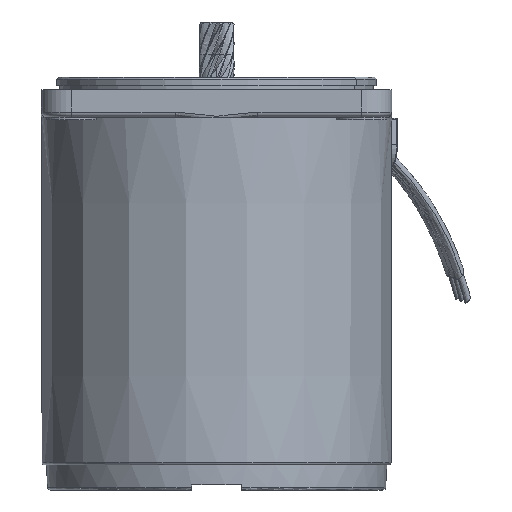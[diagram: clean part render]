
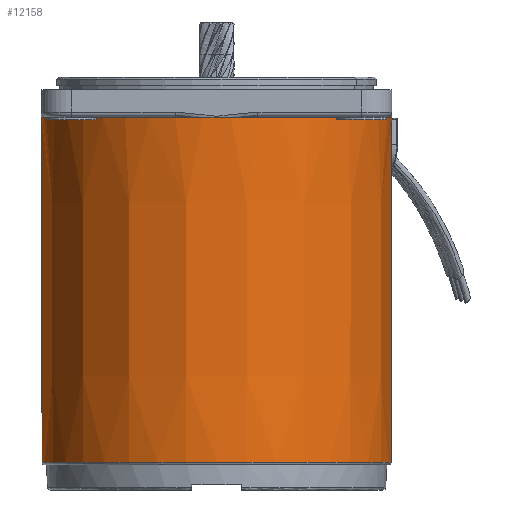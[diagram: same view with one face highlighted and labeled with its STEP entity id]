
A CAD part, left-side view. The second image highlights one B-rep face of the part: STEP entity #12158.
In plain terms, the highlighted conical face has half-angle 0.1 degrees and reference radius 34.869 mm.
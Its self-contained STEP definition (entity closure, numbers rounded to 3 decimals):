
#5928 = CARTESIAN_POINT ( 'NONE',  ( 0., 0., -75.001 ) ) ;
#5930 = CONICAL_SURFACE ( 'NONE', #5971, 34.869, 0.002 ) ;
#5955 = CARTESIAN_POINT ( 'NONE',  ( -34.99, 0., -6. ) ) ;
#5957 = CIRCLE ( 'NONE', #5963, 34.869 ) ;
#5958 = CARTESIAN_POINT ( 'NONE',  ( -34.869, 0., -75.001 ) ) ;
#5959 = DIRECTION ( 'NONE',  ( -0.002, 0., 1. ) ) ;
#5960 = VECTOR ( 'NONE', #5959, 1000. ) ;
#5961 = CARTESIAN_POINT ( 'NONE',  ( -34.869, 0., -75.001 ) ) ;
#5962 = CARTESIAN_POINT ( 'NONE',  ( -34., 8.262, -6. ) ) ;
#5963 = AXIS2_PLACEMENT_3D ( 'NONE', #6016, #6009, #6008 ) ;
#5964 = DIRECTION ( 'NONE',  ( -1., 0., 0. ) ) ;
#5965 = DIRECTION ( 'NONE',  ( 0., 0., -1. ) ) ;
#5966 = AXIS2_PLACEMENT_3D ( 'NONE', #5972, #5965, #5964 ) ;
#5967 = LINE ( 'NONE', #5961, #5960 ) ;
#5969 = DIRECTION ( 'NONE',  ( 1., 0., 0. ) ) ;
#5970 = DIRECTION ( 'NONE',  ( 0., 0., 1. ) ) ;
#5971 = AXIS2_PLACEMENT_3D ( 'NONE', #5928, #5970, #5969 ) ;
#5972 = CARTESIAN_POINT ( 'NONE',  ( 0., 0., -6. ) ) ;
#5979 = CIRCLE ( 'NONE', #5966, 34.99 ) ;
#5982 = FACE_OUTER_BOUND ( 'NONE', #12243, .T. ) ;
#5993 = CARTESIAN_POINT ( 'NONE',  ( 34.869, 0., -75.001 ) ) ;
#6008 = DIRECTION ( 'NONE',  ( 1., 0., 0. ) ) ;
#6009 = DIRECTION ( 'NONE',  ( 0., 0., 1. ) ) ;
#6016 = CARTESIAN_POINT ( 'NONE',  ( 0., 0., -75.001 ) ) ;
#6035 = CARTESIAN_POINT ( 'NONE',  ( 34.99, 0., -6. ) ) ;
#6147 = CARTESIAN_POINT ( 'NONE',  ( -8.262, 34., -6. ) ) ;
#6157 = CARTESIAN_POINT ( 'NONE',  ( 34.869, 0., -75.001 ) ) ;
#6158 = LINE ( 'NONE', #6157, #6197 ) ;
#6173 = CARTESIAN_POINT ( 'NONE',  ( 0., 0., -6. ) ) ;
#6174 = AXIS2_PLACEMENT_3D ( 'NONE', #6173, #6236, #6235 ) ;
#6175 = CIRCLE ( 'NONE', #6174, 34.99 ) ;
#6183 = DIRECTION ( 'NONE',  ( -1., 0., 0. ) ) ;
#6184 = DIRECTION ( 'NONE',  ( 0., 0., -1. ) ) ;
#6185 = CARTESIAN_POINT ( 'NONE',  ( 0., 0., -6. ) ) ;
#6186 = AXIS2_PLACEMENT_3D ( 'NONE', #6185, #6184, #6183 ) ;
#6187 = CIRCLE ( 'NONE', #6186, 34.99 ) ;
#6191 = DIRECTION ( 'NONE',  ( -1., 0., 0. ) ) ;
#6192 = DIRECTION ( 'NONE',  ( 0., 0., -1. ) ) ;
#6194 = CARTESIAN_POINT ( 'NONE',  ( 34., 8.262, -6. ) ) ;
#6195 = CARTESIAN_POINT ( 'NONE',  ( 0., 0., -6. ) ) ;
#6196 = DIRECTION ( 'NONE',  ( 0.002, 0., 1. ) ) ;
#6197 = VECTOR ( 'NONE', #6196, 1000. ) ;
#6198 = CIRCLE ( 'NONE', #6199, 34.99 ) ;
#6199 = AXIS2_PLACEMENT_3D ( 'NONE', #6195, #6192, #6191 ) ;
#6200 = DIRECTION ( 'NONE',  ( -1., 0., 0. ) ) ;
#6201 = DIRECTION ( 'NONE',  ( 0., 0., -1. ) ) ;
#6202 = CARTESIAN_POINT ( 'NONE',  ( 0., 0., -6. ) ) ;
#6203 = CARTESIAN_POINT ( 'NONE',  ( 8.262, 34., -6. ) ) ;
#6204 = AXIS2_PLACEMENT_3D ( 'NONE', #6202, #6201, #6200 ) ;
#6205 = CIRCLE ( 'NONE', #6204, 34.99 ) ;
#6235 = DIRECTION ( 'NONE',  ( -1., 0., 0. ) ) ;
#6236 = DIRECTION ( 'NONE',  ( 0., 0., -1. ) ) ;
#9909 = ORIENTED_EDGE ( 'NONE', *, *, #12233, .T. ) ;
#11356 = ORIENTED_EDGE ( 'NONE', *, *, #12230, .T. ) ;
#12158 = ADVANCED_FACE ( 'NONE', ( #5982 ), #5930, .T. ) ;
#12159 = EDGE_CURVE ( 'NONE', #12163, #12161, #5979, .T. ) ;
#12160 = EDGE_CURVE ( 'NONE', #12178, #12163, #5967, .T. ) ;
#12161 = VERTEX_POINT ( 'NONE', #5962 ) ;
#12163 = VERTEX_POINT ( 'NONE', #5955 ) ;
#12164 = ORIENTED_EDGE ( 'NONE', *, *, #12160, .T. ) ;
#12168 = EDGE_CURVE ( 'NONE', #12177, #12178, #5957, .T. ) ;
#12171 = ORIENTED_EDGE ( 'NONE', *, *, #12168, .T. ) ;
#12177 = VERTEX_POINT ( 'NONE', #5993 ) ;
#12178 = VERTEX_POINT ( 'NONE', #5958 ) ;
#12190 = VERTEX_POINT ( 'NONE', #6035 ) ;
#12219 = ORIENTED_EDGE ( 'NONE', *, *, #12231, .F. ) ;
#12227 = ORIENTED_EDGE ( 'NONE', *, *, #12236, .T. ) ;
#12228 = VERTEX_POINT ( 'NONE', #6147 ) ;
#12229 = ORIENTED_EDGE ( 'NONE', *, *, #12159, .T. ) ;
#12230 = EDGE_CURVE ( 'NONE', #12161, #12228, #6205, .T. ) ;
#12231 = EDGE_CURVE ( 'NONE', #12177, #12190, #6158, .T. ) ;
#12232 = VERTEX_POINT ( 'NONE', #6203 ) ;
#12233 = EDGE_CURVE ( 'NONE', #12228, #12232, #6198, .T. ) ;
#12235 = ORIENTED_EDGE ( 'NONE', *, *, #12239, .T. ) ;
#12236 = EDGE_CURVE ( 'NONE', #12232, #12241, #6187, .T. ) ;
#12239 = EDGE_CURVE ( 'NONE', #12241, #12190, #6175, .T. ) ;
#12241 = VERTEX_POINT ( 'NONE', #6194 ) ;
#12243 = EDGE_LOOP ( 'NONE', ( #12171, #12164, #12229, #11356, #9909, #12227, #12235, #12219 ) ) ;
